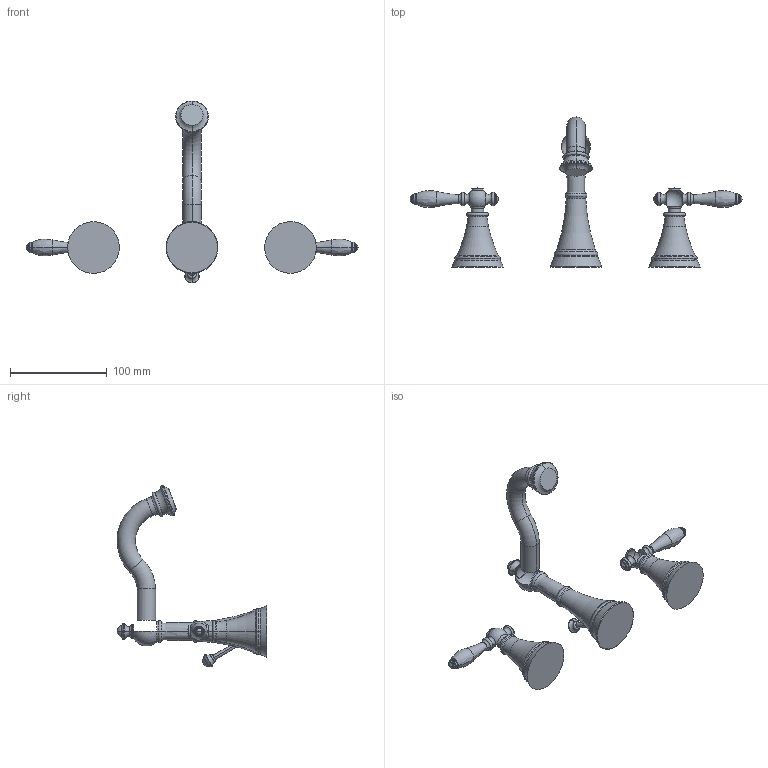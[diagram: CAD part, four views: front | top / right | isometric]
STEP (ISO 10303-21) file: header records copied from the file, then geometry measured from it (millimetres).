
FILE_DESCRIPTION((''),'2;1');
FILE_NAME('8000','2020-11-30T14:04:07',('jinson.thomas'),(''),'CREO PARAMETRIC BY PTC INC, 2018400','CREO PARAMETRIC BY PTC INC, 2018400','');
FILE_SCHEMA(('CONFIG_CONTROL_DESIGN'));
Length unit declared in the file: inch
Products named in the file (1): 8000
Bounding box: 342.58 x 154.72 x 187.74 mm (x, y, z)
Volume: 249445.2 mm3; surface area: 55471 mm2
Topology: 4 solids, 4 shells, 203 faces, 490 edges, 272 vertices
Faces by surface type: torus 140, sphere 23, cylinder 16, bspline 8, plane 8, cone 6, revolution 2
Entity records: 6452 total; most frequent: CARTESIAN_POINT 1591, DIRECTION 1250, ORIENTED_EDGE 920, AXIS2_PLACEMENT_3D 615, EDGE_CURVE 460, CIRCLE 423, VERTEX_POINT 270, EDGE_LOOP 208
